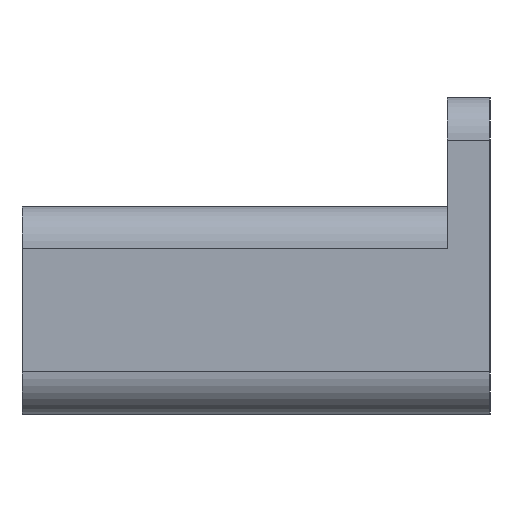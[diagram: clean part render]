
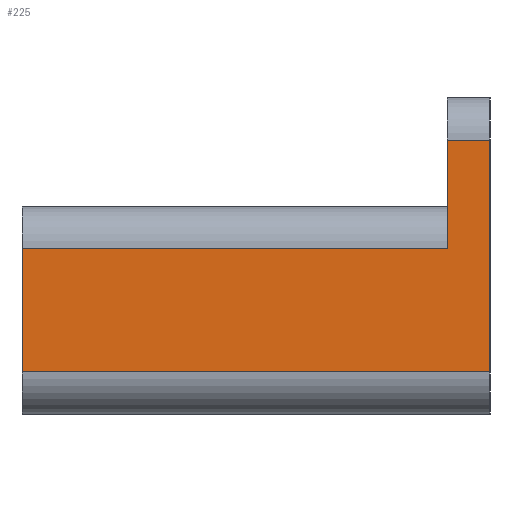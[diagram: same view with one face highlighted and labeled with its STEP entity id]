
A CAD part, left-side view. The second image highlights one B-rep face of the part: STEP entity #225.
In plain terms, the highlighted planar face has unit normal (-1, 0, 0).
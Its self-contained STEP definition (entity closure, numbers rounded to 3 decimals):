
#7 = FACE_OUTER_BOUND ( 'NONE', #958, .T. ) ;
#38 = VECTOR ( 'NONE', #495, 1000. ) ;
#46 = ORIENTED_EDGE ( 'NONE', *, *, #601, .T. ) ;
#59 = VERTEX_POINT ( 'NONE', #610 ) ;
#83 = DIRECTION ( 'NONE',  ( 0., 1., 0. ) ) ;
#91 = CARTESIAN_POINT ( 'NONE',  ( -37.5, 2., 8. ) ) ;
#100 = ORIENTED_EDGE ( 'NONE', *, *, #1295, .F. ) ;
#158 = DIRECTION ( 'NONE',  ( 0., 0., 1. ) ) ;
#160 = AXIS2_PLACEMENT_3D ( 'NONE', #639, #514, #629 ) ;
#200 = VECTOR ( 'NONE', #650, 1000. ) ;
#225 = ADVANCED_FACE ( 'NONE', ( #7 ), #229, .F. ) ;
#229 = PLANE ( 'NONE',  #160 ) ;
#237 = ORIENTED_EDGE ( 'NONE', *, *, #480, .T. ) ;
#240 = CARTESIAN_POINT ( 'NONE',  ( -37.5, 0., 10. ) ) ;
#244 = VECTOR ( 'NONE', #621, 1000. ) ;
#248 = EDGE_CURVE ( 'NONE', #59, #1152, #1030, .T. ) ;
#292 = VERTEX_POINT ( 'NONE', #841 ) ;
#383 = EDGE_CURVE ( 'NONE', #1152, #292, #849, .T. ) ;
#413 = VERTEX_POINT ( 'NONE', #1270 ) ;
#419 = CARTESIAN_POINT ( 'NONE',  ( -37.5, 2., -2.9 ) ) ;
#480 = EDGE_CURVE ( 'NONE', #413, #652, #893, .T. ) ;
#495 = DIRECTION ( 'NONE',  ( 0., 0., 1. ) ) ;
#514 = DIRECTION ( 'NONE',  ( 1., 0., 0. ) ) ;
#562 = VERTEX_POINT ( 'NONE', #91 ) ;
#601 = EDGE_CURVE ( 'NONE', #292, #562, #1234, .T. ) ;
#610 = CARTESIAN_POINT ( 'NONE',  ( -37.5, 22., -2.9 ) ) ;
#621 = DIRECTION ( 'NONE',  ( 0., 1., 0. ) ) ;
#629 = DIRECTION ( 'NONE',  ( 0., 0., -1. ) ) ;
#639 = CARTESIAN_POINT ( 'NONE',  ( -37.5, 2., 10. ) ) ;
#645 = DIRECTION ( 'NONE',  ( 0., -1., 0. ) ) ;
#650 = DIRECTION ( 'NONE',  ( 0., 0., 1. ) ) ;
#652 = VERTEX_POINT ( 'NONE', #811 ) ;
#665 = ORIENTED_EDGE ( 'NONE', *, *, #783, .F. ) ;
#680 = ORIENTED_EDGE ( 'NONE', *, *, #248, .T. ) ;
#773 = CARTESIAN_POINT ( 'NONE',  ( -37.5, 0., -2.9 ) ) ;
#783 = EDGE_CURVE ( 'NONE', #413, #562, #1294, .T. ) ;
#797 = CARTESIAN_POINT ( 'NONE',  ( -37.5, 2., 2.9 ) ) ;
#811 = CARTESIAN_POINT ( 'NONE',  ( -37.5, 22., 2.9 ) ) ;
#841 = CARTESIAN_POINT ( 'NONE',  ( -37.5, 0., 8. ) ) ;
#849 = LINE ( 'NONE', #240, #200 ) ;
#893 = LINE ( 'NONE', #797, #1164 ) ;
#958 = EDGE_LOOP ( 'NONE', ( #1081, #46, #665, #237, #100, #680 ) ) ;
#971 = VECTOR ( 'NONE', #645, 1000. ) ;
#988 = CARTESIAN_POINT ( 'NONE',  ( -37.5, 2., 10. ) ) ;
#1011 = LINE ( 'NONE', #1216, #38 ) ;
#1030 = LINE ( 'NONE', #419, #971 ) ;
#1081 = ORIENTED_EDGE ( 'NONE', *, *, #383, .T. ) ;
#1138 = CARTESIAN_POINT ( 'NONE',  ( -37.5, 2., 8. ) ) ;
#1152 = VERTEX_POINT ( 'NONE', #773 ) ;
#1164 = VECTOR ( 'NONE', #83, 1000. ) ;
#1188 = VECTOR ( 'NONE', #158, 1000. ) ;
#1216 = CARTESIAN_POINT ( 'NONE',  ( -37.5, 22., -4.9 ) ) ;
#1234 = LINE ( 'NONE', #1138, #244 ) ;
#1270 = CARTESIAN_POINT ( 'NONE',  ( -37.5, 2., 2.9 ) ) ;
#1294 = LINE ( 'NONE', #988, #1188 ) ;
#1295 = EDGE_CURVE ( 'NONE', #59, #652, #1011, .T. ) ;
